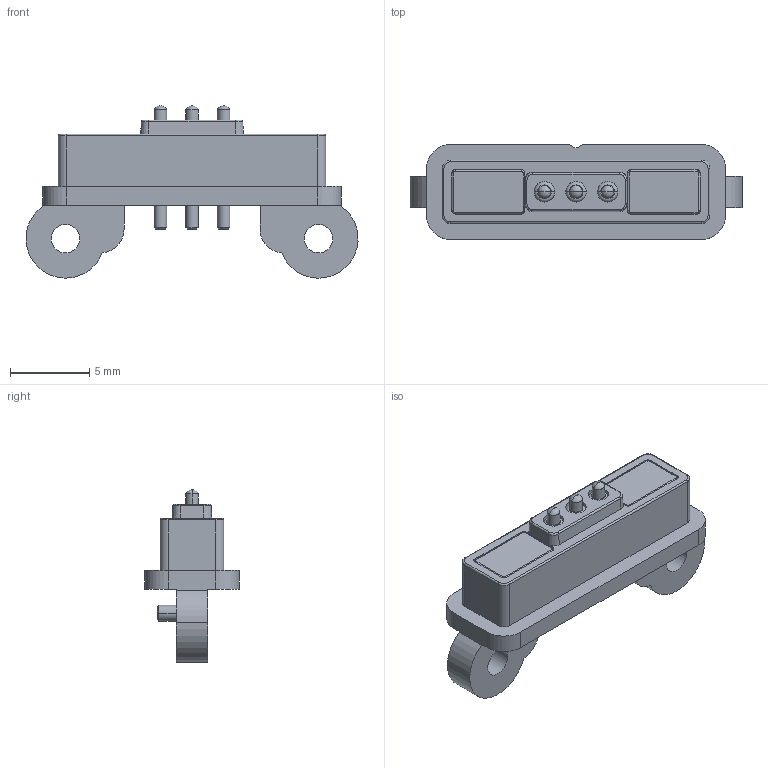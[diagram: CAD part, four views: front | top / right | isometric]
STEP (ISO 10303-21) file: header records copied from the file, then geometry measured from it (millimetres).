
FILE_DESCRIPTION (( 'STEP AP214' ), '1' );
FILE_NAME ('685F0321251124E.STEP', '2023-04-12T13:23:38', ( '' ), ( '' ), 'SwSTEP 2.0', 'SolidWorks 2020', '' );
FILE_SCHEMA (( 'AUTOMOTIVE_DESIGN' ));
Length unit declared in the file: millimetre
Products named in the file (1): 685F0321251124E
Bounding box: 20.99 x 6 x 10.9 mm (x, y, z)
Volume: 425.4 mm3; surface area: 752.3 mm2
Topology: 1 solids, 6 shells, 233 faces, 537 edges, 330 vertices
Faces by surface type: cylinder 100, plane 72, cone 25, torus 22, bspline 8, sphere 6
Entity records: 8484 total; most frequent: CARTESIAN_POINT 1273, DIRECTION 1238, ORIENTED_EDGE 1074, EDGE_CURVE 537, AXIS2_PLACEMENT_3D 487, VERTEX_POINT 330, VECTOR 264, LINE 264
